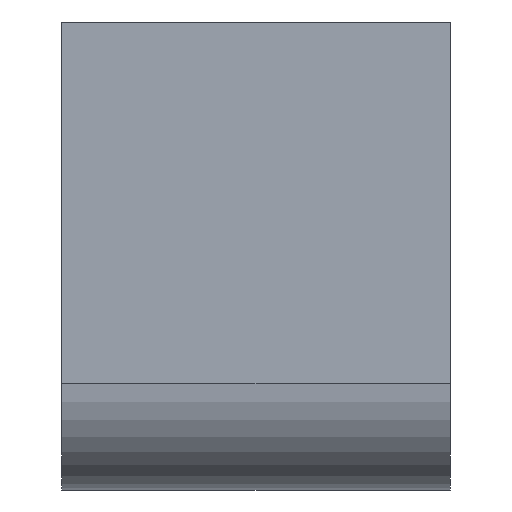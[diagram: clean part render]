
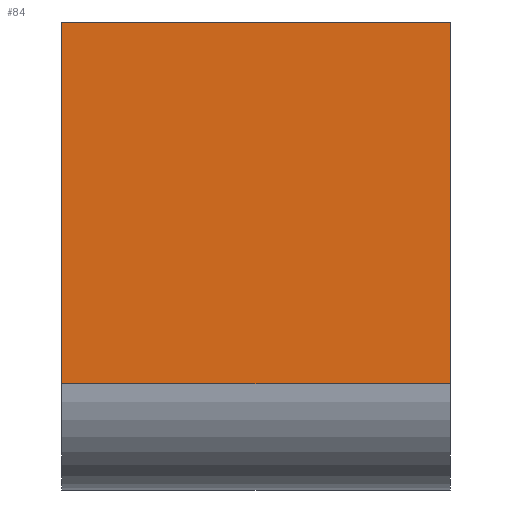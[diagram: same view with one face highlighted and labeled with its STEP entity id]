
A CAD part, front view. The second image highlights one B-rep face of the part: STEP entity #84.
In plain terms, the highlighted planar face has unit normal (0, -1, 0).
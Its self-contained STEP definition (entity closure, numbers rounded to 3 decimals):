
#16 = ORIENTED_EDGE ( 'NONE', *, *, #499, .T. ) ;
#50 = DIRECTION ( 'NONE',  ( 0., 0., -1. ) ) ;
#72 = DIRECTION ( 'NONE',  ( 0., 0., -1. ) ) ;
#81 = DIRECTION ( 'NONE',  ( -1., 0., 0. ) ) ;
#84 = ADVANCED_FACE ( 'NONE', ( #335 ), #259, .F. ) ;
#100 = EDGE_CURVE ( 'NONE', #178, #192, #515, .T. ) ;
#128 = LINE ( 'NONE', #523, #189 ) ;
#140 = AXIS2_PLACEMENT_3D ( 'NONE', #434, #297, #546 ) ;
#164 = EDGE_CURVE ( 'NONE', #178, #313, #541, .T. ) ;
#178 = VERTEX_POINT ( 'NONE', #208 ) ;
#189 = VECTOR ( 'NONE', #516, 1000. ) ;
#192 = VERTEX_POINT ( 'NONE', #469 ) ;
#208 = CARTESIAN_POINT ( 'NONE',  ( 8.3, -39.55, 38.45 ) ) ;
#218 = CARTESIAN_POINT ( 'NONE',  ( -8.3, -39.55, 23. ) ) ;
#224 = CARTESIAN_POINT ( 'NONE',  ( -8.3, -39.55, 38.45 ) ) ;
#259 = PLANE ( 'NONE',  #140 ) ;
#297 = DIRECTION ( 'NONE',  ( 0., 1., 0. ) ) ;
#308 = EDGE_CURVE ( 'NONE', #192, #358, #128, .T. ) ;
#313 = VERTEX_POINT ( 'NONE', #224 ) ;
#335 = FACE_OUTER_BOUND ( 'NONE', #380, .T. ) ;
#358 = VERTEX_POINT ( 'NONE', #218 ) ;
#373 = VECTOR ( 'NONE', #81, 1000. ) ;
#380 = EDGE_LOOP ( 'NONE', ( #418, #477, #16, #481 ) ) ;
#413 = CARTESIAN_POINT ( 'NONE',  ( 30.473, -39.55, 38.45 ) ) ;
#418 = ORIENTED_EDGE ( 'NONE', *, *, #100, .F. ) ;
#431 = CARTESIAN_POINT ( 'NONE',  ( 8.3, -39.55, 38.45 ) ) ;
#434 = CARTESIAN_POINT ( 'NONE',  ( 30.473, -39.55, 38.45 ) ) ;
#441 = VECTOR ( 'NONE', #72, 1000. ) ;
#456 = LINE ( 'NONE', #460, #441 ) ;
#460 = CARTESIAN_POINT ( 'NONE',  ( -8.3, -39.55, 38.45 ) ) ;
#469 = CARTESIAN_POINT ( 'NONE',  ( 8.3, -39.55, 23. ) ) ;
#477 = ORIENTED_EDGE ( 'NONE', *, *, #164, .T. ) ;
#481 = ORIENTED_EDGE ( 'NONE', *, *, #308, .F. ) ;
#499 = EDGE_CURVE ( 'NONE', #313, #358, #456, .T. ) ;
#515 = LINE ( 'NONE', #431, #530 ) ;
#516 = DIRECTION ( 'NONE',  ( -1., 0., 0. ) ) ;
#523 = CARTESIAN_POINT ( 'NONE',  ( 30.473, -39.55, 23. ) ) ;
#530 = VECTOR ( 'NONE', #50, 1000. ) ;
#541 = LINE ( 'NONE', #413, #373 ) ;
#546 = DIRECTION ( 'NONE',  ( 0., 0., 1. ) ) ;
